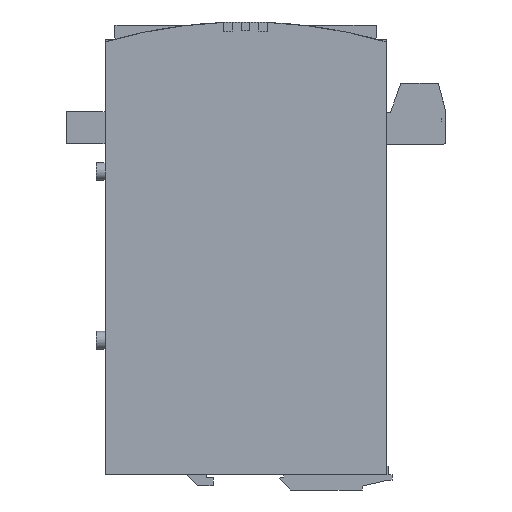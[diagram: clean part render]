
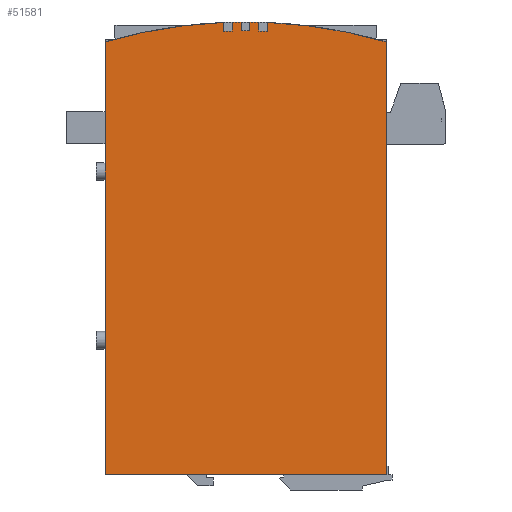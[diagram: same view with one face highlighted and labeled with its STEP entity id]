
A CAD part, left-side view. The second image highlights one B-rep face of the part: STEP entity #51581.
In plain terms, the highlighted planar face has unit normal (-1, 0, 0).
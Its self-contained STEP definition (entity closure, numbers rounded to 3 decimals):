
#32 = VECTOR ( 'NONE', #54908, 1000. ) ;
#689 = VERTEX_POINT ( 'NONE', #32384 ) ;
#1110 = CARTESIAN_POINT ( 'NONE',  ( -28.5, 0., -210. ) ) ;
#2102 = LINE ( 'NONE', #78729, #104905 ) ;
#3345 = DIRECTION ( 'NONE',  ( 0., 0., 1. ) ) ;
#4239 = LINE ( 'NONE', #14099, #75946 ) ;
#4296 = ORIENTED_EDGE ( 'NONE', *, *, #14209, .F. ) ;
#5914 = EDGE_CURVE ( 'NONE', #30323, #8722, #94972, .T. ) ;
#6125 = ORIENTED_EDGE ( 'NONE', *, *, #28776, .F. ) ;
#6407 = EDGE_LOOP ( 'NONE', ( #75674, #70249, #6125, #23609, #59977, #99217, #92209, #97756, #52417, #22963, #37624, #86122, #68171, #82521, #74601, #72752, #4296 ) ) ;
#7219 = LINE ( 'NONE', #32512, #68481 ) ;
#8141 = CARTESIAN_POINT ( 'NONE',  ( -28.5, 0., -210. ) ) ;
#8214 = CARTESIAN_POINT ( 'NONE',  ( -28.5, 10., 15.779 ) ) ;
#8308 = VECTOR ( 'NONE', #79480, 1000. ) ;
#8722 = VERTEX_POINT ( 'NONE', #12529 ) ;
#9501 = DIRECTION ( 'NONE',  ( 1., 0., 0. ) ) ;
#11429 = CARTESIAN_POINT ( 'NONE',  ( -28.5, 2., 15.991 ) ) ;
#12529 = CARTESIAN_POINT ( 'NONE',  ( -28.5, -63.5, -184.5 ) ) ;
#12533 = CARTESIAN_POINT ( 'NONE',  ( -28.5, -63.5, 11.061 ) ) ;
#12815 = CIRCLE ( 'NONE', #102426, 230. ) ;
#13718 = AXIS2_PLACEMENT_3D ( 'NONE', #1110, #99772, #50677 ) ;
#13871 = VERTEX_POINT ( 'NONE', #92065 ) ;
#14099 = CARTESIAN_POINT ( 'NONE',  ( -28.5, -2., 15.991 ) ) ;
#14209 = EDGE_CURVE ( 'NONE', #13871, #68623, #74370, .T. ) ;
#14875 = DIRECTION ( 'NONE',  ( 0., 0., 1. ) ) ;
#16017 = DIRECTION ( 'NONE',  ( 1., 0., 0. ) ) ;
#16165 = DIRECTION ( 'NONE',  ( 1., 0., 0. ) ) ;
#17278 = VERTEX_POINT ( 'NONE', #98308 ) ;
#18447 = DIRECTION ( 'NONE',  ( 0., 0., 1. ) ) ;
#20136 = EDGE_CURVE ( 'NONE', #34262, #46460, #42792, .T. ) ;
#20596 = AXIS2_PLACEMENT_3D ( 'NONE', #8141, #16165, #107481 ) ;
#21378 = LINE ( 'NONE', #105258, #8308 ) ;
#22963 = ORIENTED_EDGE ( 'NONE', *, *, #49771, .F. ) ;
#23454 = CARTESIAN_POINT ( 'NONE',  ( -28.5, -2., 15.991 ) ) ;
#23609 = ORIENTED_EDGE ( 'NONE', *, *, #97619, .F. ) ;
#24511 = AXIS2_PLACEMENT_3D ( 'NONE', #56570, #88932, #55121 ) ;
#26467 = CARTESIAN_POINT ( 'NONE',  ( -28.5, -10., 15.779 ) ) ;
#26643 = VECTOR ( 'NONE', #18447, 1000. ) ;
#28172 = LINE ( 'NONE', #8214, #55571 ) ;
#28608 = EDGE_CURVE ( 'NONE', #54976, #83840, #71443, .T. ) ;
#28776 = EDGE_CURVE ( 'NONE', #39623, #46079, #44071, .T. ) ;
#28866 = VERTEX_POINT ( 'NONE', #53163 ) ;
#29674 = DIRECTION ( 'NONE',  ( 0., 0., -1. ) ) ;
#29867 = CARTESIAN_POINT ( 'NONE',  ( -28.5, -6., 15.92 ) ) ;
#29940 = CIRCLE ( 'NONE', #38182, 226. ) ;
#30323 = VERTEX_POINT ( 'NONE', #12533 ) ;
#30330 = DIRECTION ( 'NONE',  ( 0., 0., -1. ) ) ;
#30707 = PLANE ( 'NONE',  #24511 ) ;
#31222 = DIRECTION ( 'NONE',  ( 0., 0., 1. ) ) ;
#31288 = CARTESIAN_POINT ( 'NONE',  ( -28.5, 0., -210. ) ) ;
#31353 = CARTESIAN_POINT ( 'NONE',  ( -28.5, 0., -210. ) ) ;
#31395 = CARTESIAN_POINT ( 'NONE',  ( -28.5, 63.5, -184.5 ) ) ;
#32011 = DIRECTION ( 'NONE',  ( 1., 0., 0. ) ) ;
#32384 = CARTESIAN_POINT ( 'NONE',  ( -28.5, 10., 15.779 ) ) ;
#32512 = CARTESIAN_POINT ( 'NONE',  ( -28.5, 63.5, -184.5 ) ) ;
#33616 = EDGE_CURVE ( 'NONE', #68623, #86537, #85407, .T. ) ;
#34262 = VERTEX_POINT ( 'NONE', #29867 ) ;
#34296 = CARTESIAN_POINT ( 'NONE',  ( -28.5, 0., -210. ) ) ;
#35062 = VECTOR ( 'NONE', #29674, 1000. ) ;
#37624 = ORIENTED_EDGE ( 'NONE', *, *, #88509, .F. ) ;
#37982 = DIRECTION ( 'NONE',  ( 1., 0., 0. ) ) ;
#38182 = AXIS2_PLACEMENT_3D ( 'NONE', #34296, #9501, #67446 ) ;
#38554 = CARTESIAN_POINT ( 'NONE',  ( -28.5, 10., 19.783 ) ) ;
#39378 = DIRECTION ( 'NONE',  ( 0., 0., -1. ) ) ;
#39623 = VERTEX_POINT ( 'NONE', #79736 ) ;
#39663 = EDGE_CURVE ( 'NONE', #68838, #30323, #12815, .T. ) ;
#40204 = VECTOR ( 'NONE', #59980, 1000. ) ;
#40246 = EDGE_CURVE ( 'NONE', #689, #13871, #75227, .T. ) ;
#42792 = CIRCLE ( 'NONE', #60075, 226. ) ;
#44071 = CIRCLE ( 'NONE', #13718, 230. ) ;
#46079 = VERTEX_POINT ( 'NONE', #38554 ) ;
#46460 = VERTEX_POINT ( 'NONE', #26467 ) ;
#49771 = EDGE_CURVE ( 'NONE', #17278, #34262, #2102, .T. ) ;
#50677 = DIRECTION ( 'NONE',  ( 0., 0., -1. ) ) ;
#51581 = ADVANCED_FACE ( 'NONE', ( #79361 ), #30707, .F. ) ;
#51785 = AXIS2_PLACEMENT_3D ( 'NONE', #77653, #102705, #52933 ) ;
#52417 = ORIENTED_EDGE ( 'NONE', *, *, #20136, .F. ) ;
#52649 = CARTESIAN_POINT ( 'NONE',  ( -28.5, -10., 15.779 ) ) ;
#52839 = AXIS2_PLACEMENT_3D ( 'NONE', #70708, #37982, #3345 ) ;
#52933 = DIRECTION ( 'NONE',  ( 0., 0., -1. ) ) ;
#53163 = CARTESIAN_POINT ( 'NONE',  ( -28.5, -2., 19.991 ) ) ;
#54908 = DIRECTION ( 'NONE',  ( 0., 0., 1. ) ) ;
#54976 = VERTEX_POINT ( 'NONE', #102124 ) ;
#55121 = DIRECTION ( 'NONE',  ( 0., 0., -1. ) ) ;
#55571 = VECTOR ( 'NONE', #92654, 1000. ) ;
#56570 = CARTESIAN_POINT ( 'NONE',  ( -28.5, 0., -210. ) ) ;
#57659 = DIRECTION ( 'NONE',  ( 0., 0., 1. ) ) ;
#58418 = EDGE_CURVE ( 'NONE', #46460, #68838, #86441, .T. ) ;
#59977 = ORIENTED_EDGE ( 'NONE', *, *, #81986, .F. ) ;
#59980 = DIRECTION ( 'NONE',  ( 0., 0., -1. ) ) ;
#60075 = AXIS2_PLACEMENT_3D ( 'NONE', #31288, #32011, #14875 ) ;
#60114 = CARTESIAN_POINT ( 'NONE',  ( -28.5, 2., 19.991 ) ) ;
#61475 = CARTESIAN_POINT ( 'NONE',  ( -28.5, 2., 15.991 ) ) ;
#64729 = VERTEX_POINT ( 'NONE', #11429 ) ;
#67446 = DIRECTION ( 'NONE',  ( 0., 0., 1. ) ) ;
#68171 = ORIENTED_EDGE ( 'NONE', *, *, #28608, .F. ) ;
#68481 = VECTOR ( 'NONE', #57659, 1000. ) ;
#68623 = VERTEX_POINT ( 'NONE', #69459 ) ;
#68838 = VERTEX_POINT ( 'NONE', #81722 ) ;
#69459 = CARTESIAN_POINT ( 'NONE',  ( -28.5, 6., 19.922 ) ) ;
#70187 = LINE ( 'NONE', #61475, #40204 ) ;
#70249 = ORIENTED_EDGE ( 'NONE', *, *, #102995, .F. ) ;
#70708 = CARTESIAN_POINT ( 'NONE',  ( -28.5, 0., -210. ) ) ;
#71443 = CIRCLE ( 'NONE', #52839, 226. ) ;
#71884 = AXIS2_PLACEMENT_3D ( 'NONE', #72730, #96718, #31222 ) ;
#72656 = EDGE_CURVE ( 'NONE', #86537, #64729, #70187, .T. ) ;
#72730 = CARTESIAN_POINT ( 'NONE',  ( -28.5, 0., -210. ) ) ;
#72752 = ORIENTED_EDGE ( 'NONE', *, *, #33616, .F. ) ;
#74370 = LINE ( 'NONE', #81055, #32 ) ;
#74601 = ORIENTED_EDGE ( 'NONE', *, *, #72656, .F. ) ;
#75227 = CIRCLE ( 'NONE', #71884, 226. ) ;
#75674 = ORIENTED_EDGE ( 'NONE', *, *, #40246, .F. ) ;
#75946 = VECTOR ( 'NONE', #80716, 1000. ) ;
#77653 = CARTESIAN_POINT ( 'NONE',  ( -28.5, 0., -210. ) ) ;
#78729 = CARTESIAN_POINT ( 'NONE',  ( -28.5, -6., 15.92 ) ) ;
#79361 = FACE_OUTER_BOUND ( 'NONE', #6407, .T. ) ;
#79480 = DIRECTION ( 'NONE',  ( 0., 1., 0. ) ) ;
#79515 = CARTESIAN_POINT ( 'NONE',  ( -28.5, -63.5, -184.5 ) ) ;
#79714 = VERTEX_POINT ( 'NONE', #31395 ) ;
#79736 = CARTESIAN_POINT ( 'NONE',  ( -28.5, 63.5, 11.061 ) ) ;
#80716 = DIRECTION ( 'NONE',  ( 0., 0., 1. ) ) ;
#81055 = CARTESIAN_POINT ( 'NONE',  ( -28.5, 6., 15.92 ) ) ;
#81722 = CARTESIAN_POINT ( 'NONE',  ( -28.5, -10., 19.783 ) ) ;
#81986 = EDGE_CURVE ( 'NONE', #8722, #79714, #21378, .T. ) ;
#82521 = ORIENTED_EDGE ( 'NONE', *, *, #89085, .F. ) ;
#83840 = VERTEX_POINT ( 'NONE', #23454 ) ;
#85407 = CIRCLE ( 'NONE', #51785, 230. ) ;
#86122 = ORIENTED_EDGE ( 'NONE', *, *, #90092, .F. ) ;
#86441 = LINE ( 'NONE', #52649, #26643 ) ;
#86537 = VERTEX_POINT ( 'NONE', #60114 ) ;
#88509 = EDGE_CURVE ( 'NONE', #28866, #17278, #95198, .T. ) ;
#88932 = DIRECTION ( 'NONE',  ( 1., 0., 0. ) ) ;
#89085 = EDGE_CURVE ( 'NONE', #64729, #54976, #29940, .T. ) ;
#90092 = EDGE_CURVE ( 'NONE', #83840, #28866, #4239, .T. ) ;
#92065 = CARTESIAN_POINT ( 'NONE',  ( -28.5, 6., 15.92 ) ) ;
#92209 = ORIENTED_EDGE ( 'NONE', *, *, #39663, .F. ) ;
#92654 = DIRECTION ( 'NONE',  ( 0., 0., -1. ) ) ;
#94972 = LINE ( 'NONE', #79515, #35062 ) ;
#95198 = CIRCLE ( 'NONE', #20596, 230. ) ;
#96718 = DIRECTION ( 'NONE',  ( 1., 0., 0. ) ) ;
#97619 = EDGE_CURVE ( 'NONE', #79714, #39623, #7219, .T. ) ;
#97756 = ORIENTED_EDGE ( 'NONE', *, *, #58418, .F. ) ;
#98308 = CARTESIAN_POINT ( 'NONE',  ( -28.5, -6., 19.922 ) ) ;
#99217 = ORIENTED_EDGE ( 'NONE', *, *, #5914, .F. ) ;
#99772 = DIRECTION ( 'NONE',  ( 1., 0., 0. ) ) ;
#102124 = CARTESIAN_POINT ( 'NONE',  ( -28.5, 0., 16. ) ) ;
#102426 = AXIS2_PLACEMENT_3D ( 'NONE', #31353, #16017, #39378 ) ;
#102705 = DIRECTION ( 'NONE',  ( 1., 0., 0. ) ) ;
#102995 = EDGE_CURVE ( 'NONE', #46079, #689, #28172, .T. ) ;
#104905 = VECTOR ( 'NONE', #30330, 1000. ) ;
#105258 = CARTESIAN_POINT ( 'NONE',  ( -28.5, 63.5, -184.5 ) ) ;
#107481 = DIRECTION ( 'NONE',  ( 0., 0., -1. ) ) ;
